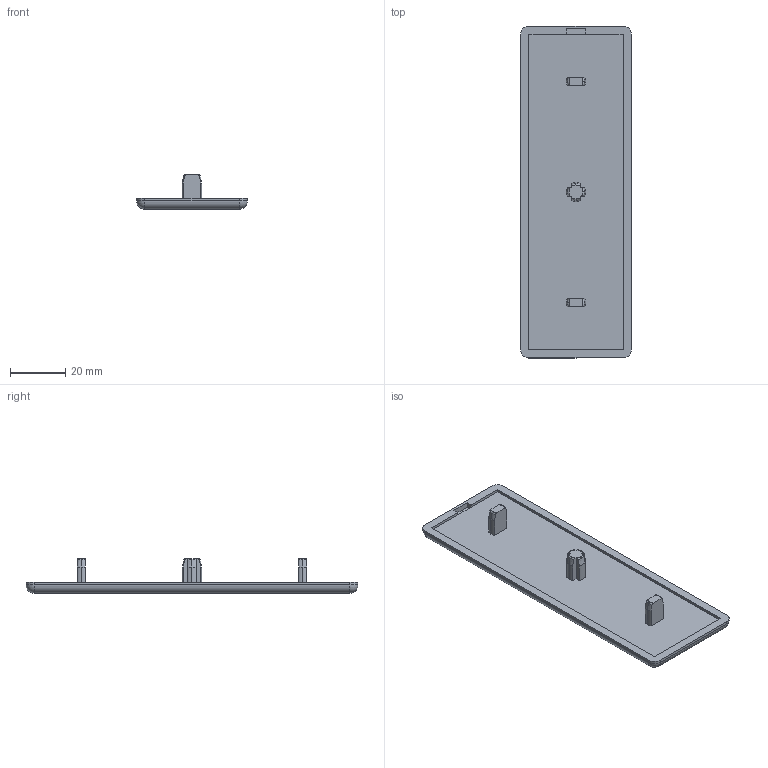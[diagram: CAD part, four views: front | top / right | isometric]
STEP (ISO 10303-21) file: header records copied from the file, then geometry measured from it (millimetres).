
FILE_DESCRIPTION (( 'STEP AP214' ), '1' );
FILE_NAME ('BASE08E3025-Embout 8 120x40, gris.step', '2023-03-24T09:50:07', ( 'Altae' ), ( '' ), 'SwSTEP 2.0', 'SolidWorks 2021', '' );
FILE_SCHEMA (( 'AUTOMOTIVE_DESIGN' ));
Length unit declared in the file: millimetre
Products named in the file (1): BASE08E3025-Embout 8 120x40, gris
Bounding box: 40 x 120 x 12.5 mm (x, y, z)
Volume: 15325.8 mm3; surface area: 11320.7 mm2
Topology: 1 solids, 1 shells, 78 faces, 202 edges, 126 vertices
Faces by surface type: plane 32, cylinder 19, torus 12, cone 11, sphere 4
Entity records: 2632 total; most frequent: CARTESIAN_POINT 743, ORIENTED_EDGE 396, DIRECTION 376, EDGE_CURVE 198, AXIS2_PLACEMENT_3D 139, VERTEX_POINT 126, VECTOR 98, LINE 98
